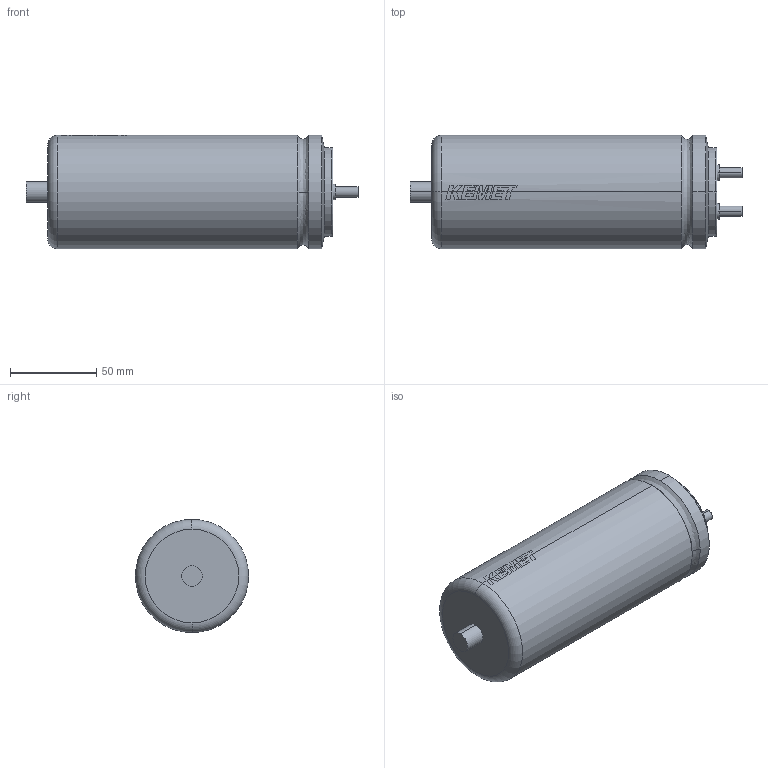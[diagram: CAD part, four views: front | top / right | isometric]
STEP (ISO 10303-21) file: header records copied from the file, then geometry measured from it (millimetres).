
FILE_DESCRIPTION (( 'STEP AP214' ), '1' );
FILE_NAME ('CFP_C44A_65X158_D65.5L160S22.3.STEP', '2020-11-19T17:55:29', ( '' ), ( '' ), 'SwSTEP 2.0', 'SolidWorks 2014', '' );
FILE_SCHEMA (( 'AUTOMOTIVE_DESIGN' ));
Length unit declared in the file: millimetre
Products named in the file (1): CFP_C44A_65X158_D65.5L160S22.3
Bounding box: 192 x 65.5 x 65.5 mm (x, y, z)
Volume: 547296 mm3; surface area: 40955.7 mm2
Topology: 1 solids, 1 shells, 102 faces, 277 edges, 182 vertices
Faces by surface type: cylinder 34, bspline 33, plane 29, torus 4, cone 2
Entity records: 3847 total; most frequent: CARTESIAN_POINT 1190, ORIENTED_EDGE 554, DIRECTION 310, EDGE_CURVE 277, VERTEX_POINT 182, B_SPLINE_CURVE_WITH_KNOTS 151, AXIS2_PLACEMENT_3D 114, EDGE_LOOP 107
